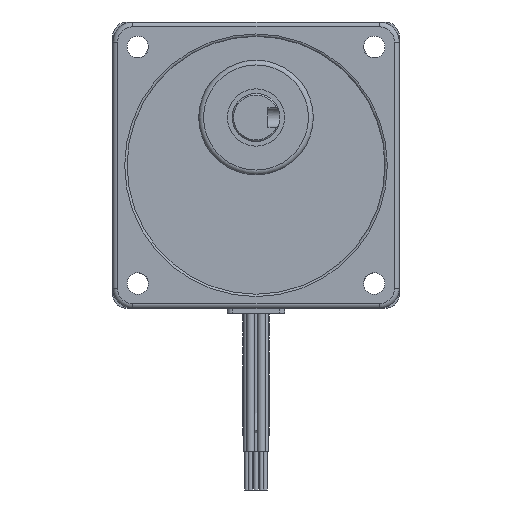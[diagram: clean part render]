
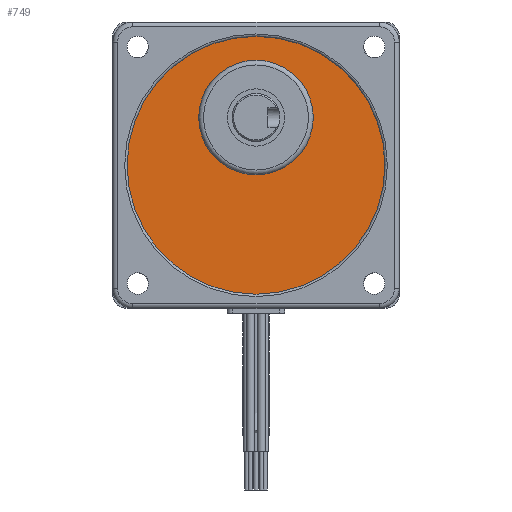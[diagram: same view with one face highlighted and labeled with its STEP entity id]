
A CAD part, front view. The second image highlights one B-rep face of the part: STEP entity #749.
In plain terms, the highlighted planar face has unit normal (0, -1, 0).
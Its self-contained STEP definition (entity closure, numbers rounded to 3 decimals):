
#749 = ADVANCED_FACE( '', ( #1527, #1528 ), #1529, .F. );
#1527 = FACE_BOUND( '', #2866, .T. );
#1528 = FACE_OUTER_BOUND( '', #2867, .T. );
#1529 = PLANE( '', #2868 );
#2866 = EDGE_LOOP( '', ( #4632 ) );
#2867 = EDGE_LOOP( '', ( #4633 ) );
#2868 = AXIS2_PLACEMENT_3D( '', #4634, #4635, #4636 );
#4632 = ORIENTED_EDGE( '', *, *, #5371, .T. );
#4633 = ORIENTED_EDGE( '', *, *, #5510, .F. );
#4634 = CARTESIAN_POINT( '', ( 0., 0.5, 0. ) );
#4635 = DIRECTION( '', ( 0., 1., 0. ) );
#4636 = DIRECTION( '', ( 0., 0., 1. ) );
#5371 = EDGE_CURVE( '', #6356, #6356, #6357, .T. );
#5510 = EDGE_CURVE( '', #6577, #6577, #6578, .T. );
#6356 = VERTEX_POINT( '', #7746 );
#6357 = CIRCLE( '', #7747, 12. );
#6577 = VERTEX_POINT( '', #8045 );
#6578 = CIRCLE( '', #8046, 27. );
#7746 = CARTESIAN_POINT( '', ( 0., 0.5, 22. ) );
#7747 = AXIS2_PLACEMENT_3D( '', #9109, #9110, #9111 );
#8045 = CARTESIAN_POINT( '', ( 27., 0.5, 0. ) );
#8046 = AXIS2_PLACEMENT_3D( '', #9318, #9319, #9320 );
#9109 = CARTESIAN_POINT( '', ( 0., 0.5, 10. ) );
#9110 = DIRECTION( '', ( 0., 1., 0. ) );
#9111 = DIRECTION( '', ( 0., 0., 1. ) );
#9318 = CARTESIAN_POINT( '', ( 0., 0.5, 0. ) );
#9319 = DIRECTION( '', ( 0., 1., 0. ) );
#9320 = DIRECTION( '', ( 1., 0., 0. ) );
